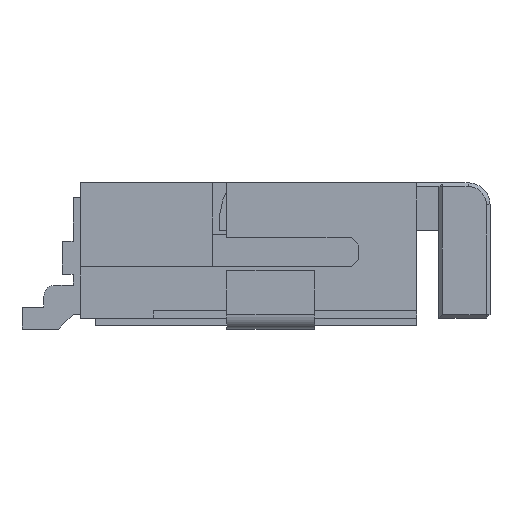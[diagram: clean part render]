
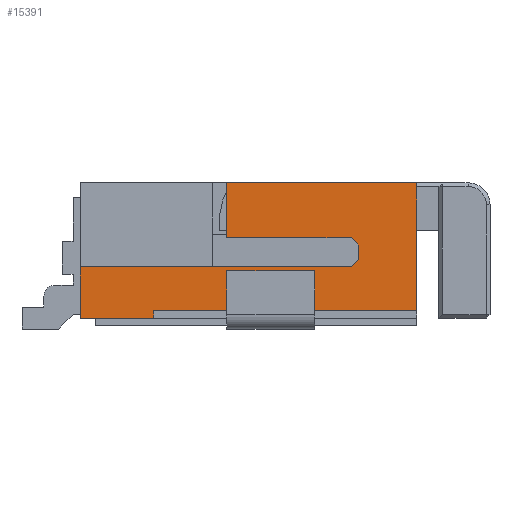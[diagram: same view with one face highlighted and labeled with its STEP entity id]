
A CAD part, left-side view. The second image highlights one B-rep face of the part: STEP entity #15391.
In plain terms, the highlighted planar face has unit normal (-1, 0, 0).
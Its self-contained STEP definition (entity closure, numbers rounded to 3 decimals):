
#526=FACE_OUTER_BOUND('',#1337,.T.);
#1337=EDGE_LOOP('',(#11915,#11916,#11917,#11918,#11919,#11920,#11921,#11922,
#11923,#11924,#11925,#11926));
#2869=LINE('',#22720,#4990);
#2874=LINE('',#22729,#4995);
#2878=LINE('',#22738,#4999);
#2882=LINE('',#22745,#5003);
#2883=LINE('',#22749,#5004);
#2886=LINE('',#22754,#5007);
#2888=LINE('',#22757,#5009);
#2889=LINE('',#22760,#5010);
#2891=LINE('',#22764,#5012);
#2918=LINE('',#22817,#5039);
#3013=LINE('',#23004,#5134);
#3014=LINE('',#23006,#5135);
#4990=VECTOR('',#18520,0.1);
#4995=VECTOR('',#18527,3.6);
#4999=VECTOR('',#18535,0.141);
#5003=VECTOR('',#18541,3.7);
#5004=VECTOR('',#18544,0.141);
#5007=VECTOR('',#18549,1.7);
#5009=VECTOR('',#18553,0.2);
#5010=VECTOR('',#18556,0.75);
#5012=VECTOR('',#18560,2.6);
#5039=VECTOR('',#18607,1.75);
#5134=VECTOR('',#18734,0.7);
#5135=VECTOR('',#18737,1.);
#6772=VERTEX_POINT('',#22716);
#6774=VERTEX_POINT('',#22719);
#6777=VERTEX_POINT('',#22727);
#6779=VERTEX_POINT('',#22735);
#6780=VERTEX_POINT('',#22737);
#6782=VERTEX_POINT('',#22743);
#6783=VERTEX_POINT('',#22747);
#6784=VERTEX_POINT('',#22748);
#6785=VERTEX_POINT('',#22753);
#6786=VERTEX_POINT('',#22759);
#6787=VERTEX_POINT('',#22763);
#6879=VERTEX_POINT('',#23002);
#8563=EDGE_CURVE('',#6774,#6772,#2869,.T.);
#8568=EDGE_CURVE('',#6772,#6777,#2874,.T.);
#8572=EDGE_CURVE('',#6779,#6780,#2878,.T.);
#8576=EDGE_CURVE('',#6782,#6779,#2882,.T.);
#8577=EDGE_CURVE('',#6783,#6784,#2883,.T.);
#8580=EDGE_CURVE('',#6784,#6785,#2886,.T.);
#8582=EDGE_CURVE('',#6780,#6783,#2888,.T.);
#8583=EDGE_CURVE('',#6785,#6786,#2889,.T.);
#8585=EDGE_CURVE('',#6786,#6787,#2891,.T.);
#8612=EDGE_CURVE('',#6777,#6787,#2918,.T.);
#8707=EDGE_CURVE('',#6879,#6782,#3013,.T.);
#8708=EDGE_CURVE('',#6879,#6774,#3014,.T.);
#11915=ORIENTED_EDGE('',*,*,#8612,.T.);
#11916=ORIENTED_EDGE('',*,*,#8585,.F.);
#11917=ORIENTED_EDGE('',*,*,#8583,.F.);
#11918=ORIENTED_EDGE('',*,*,#8580,.F.);
#11919=ORIENTED_EDGE('',*,*,#8577,.F.);
#11920=ORIENTED_EDGE('',*,*,#8582,.F.);
#11921=ORIENTED_EDGE('',*,*,#8572,.F.);
#11922=ORIENTED_EDGE('',*,*,#8576,.F.);
#11923=ORIENTED_EDGE('',*,*,#8707,.F.);
#11924=ORIENTED_EDGE('',*,*,#8708,.T.);
#11925=ORIENTED_EDGE('',*,*,#8563,.T.);
#11926=ORIENTED_EDGE('',*,*,#8568,.T.);
#14277=PLANE('',#16184);
#15391=ADVANCED_FACE('',(#526),#14277,.T.);
#16184=AXIS2_PLACEMENT_3D('',#23005,#18735,#18736);
#18520=DIRECTION('',(0.,0.,1.));
#18527=DIRECTION('',(0.,-1.,0.));
#18535=DIRECTION('',(0.,-0.707,0.707));
#18541=DIRECTION('',(0.,-1.,0.));
#18544=DIRECTION('',(0.,0.707,0.707));
#18549=DIRECTION('',(0.,1.,0.));
#18553=DIRECTION('',(0.,0.,1.));
#18556=DIRECTION('',(0.,0.,1.));
#18560=DIRECTION('',(0.,-1.,0.));
#18607=DIRECTION('',(0.,0.,1.));
#18734=DIRECTION('',(0.,0.,1.));
#18735=DIRECTION('center_axis',(-1.,0.,0.));
#18736=DIRECTION('ref_axis',(0.,0.,-1.));
#18737=DIRECTION('',(0.,-1.,0.));
#22716=CARTESIAN_POINT('',(-5.05,0.3,0.25));
#22719=CARTESIAN_POINT('',(-5.05,0.3,0.15));
#22720=CARTESIAN_POINT('',(-5.05,0.3,0.25));
#22727=CARTESIAN_POINT('',(-5.05,-3.3,0.25));
#22729=CARTESIAN_POINT('',(-5.05,1.3,0.25));
#22735=CARTESIAN_POINT('',(-5.05,-2.4,0.85));
#22737=CARTESIAN_POINT('',(-5.05,-2.5,0.95));
#22738=CARTESIAN_POINT('',(-5.05,-1.5,-0.05));
#22743=CARTESIAN_POINT('',(-5.05,1.3,0.85));
#22745=CARTESIAN_POINT('',(-5.05,1.3,0.85));
#22747=CARTESIAN_POINT('',(-5.05,-2.5,1.15));
#22748=CARTESIAN_POINT('',(-5.05,-2.4,1.25));
#22749=CARTESIAN_POINT('',(-5.05,-1.6,2.05));
#22753=CARTESIAN_POINT('',(-5.05,-0.7,1.25));
#22754=CARTESIAN_POINT('',(-5.05,-2.5,1.25));
#22757=CARTESIAN_POINT('',(-5.05,-2.5,0.85));
#22759=CARTESIAN_POINT('',(-5.05,-0.7,2.));
#22760=CARTESIAN_POINT('',(-5.05,-0.7,1.25));
#22763=CARTESIAN_POINT('',(-5.05,-3.3,2.));
#22764=CARTESIAN_POINT('',(-5.05,-0.7,2.));
#22817=CARTESIAN_POINT('',(-5.05,-3.3,0.963));
#23002=CARTESIAN_POINT('',(-5.05,1.3,0.15));
#23004=CARTESIAN_POINT('',(-5.05,1.3,0.25));
#23005=CARTESIAN_POINT('Origin',(-5.05,1.3,0.85));
#23006=CARTESIAN_POINT('',(-5.05,1.3,0.15));
